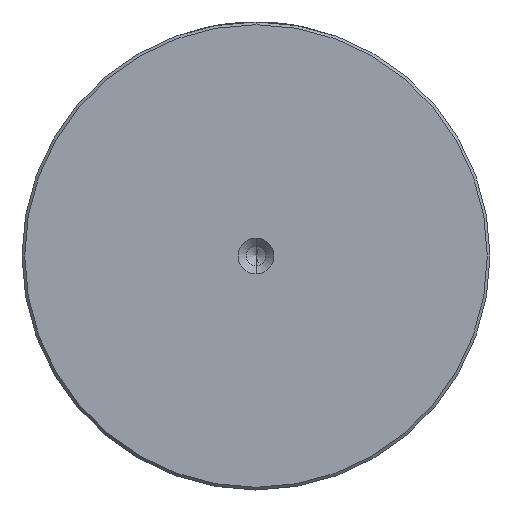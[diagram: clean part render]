
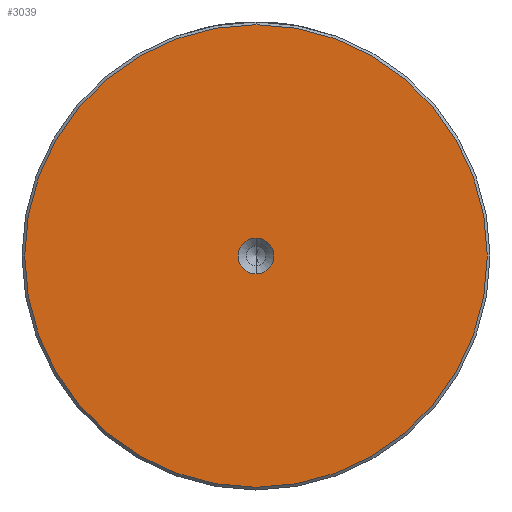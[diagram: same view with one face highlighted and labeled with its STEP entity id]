
A CAD part, left-side view. The second image highlights one B-rep face of the part: STEP entity #3039.
In plain terms, the highlighted planar face has unit normal (-1, 0, 0).
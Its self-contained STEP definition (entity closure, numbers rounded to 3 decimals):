
#17 = CARTESIAN_POINT ( 'NONE',  ( 0., 0., 3.3 ) ) ;
#185 = AXIS2_PLACEMENT_3D ( 'NONE', #1660, #3213, #1671 ) ;
#193 = ORIENTED_EDGE ( 'NONE', *, *, #1931, .F. ) ;
#201 = ORIENTED_EDGE ( 'NONE', *, *, #708, .F. ) ;
#273 = EDGE_CURVE ( 'NONE', #1935, #1562, #1002, .T. ) ;
#353 = CARTESIAN_POINT ( 'NONE',  ( 0., 0., 0. ) ) ;
#538 = ORIENTED_EDGE ( 'NONE', *, *, #1047, .T. ) ;
#557 = DIRECTION ( 'NONE',  ( -1., 0., 0. ) ) ;
#632 = CIRCLE ( 'NONE', #2385, 3.3 ) ;
#665 = CARTESIAN_POINT ( 'NONE',  ( 0., 0., 0. ) ) ;
#708 = EDGE_CURVE ( 'NONE', #2091, #1533, #2651, .T. ) ;
#798 = AXIS2_PLACEMENT_3D ( 'NONE', #2113, #557, #2378 ) ;
#916 = DIRECTION ( 'NONE',  ( 0., 0., 1. ) ) ;
#1002 = CIRCLE ( 'NONE', #185, 42.5 ) ;
#1047 = EDGE_CURVE ( 'NONE', #1562, #1935, #2448, .T. ) ;
#1134 = DIRECTION ( 'NONE',  ( -1., 0., 0. ) ) ;
#1185 = DIRECTION ( 'NONE',  ( -1., 0., 0. ) ) ;
#1443 = CARTESIAN_POINT ( 'NONE',  ( 0., 0., 42.5 ) ) ;
#1533 = VERTEX_POINT ( 'NONE', #2333 ) ;
#1562 = VERTEX_POINT ( 'NONE', #2883 ) ;
#1660 = CARTESIAN_POINT ( 'NONE',  ( 0., 0., 0. ) ) ;
#1671 = DIRECTION ( 'NONE',  ( 0., 0., 1. ) ) ;
#1880 = FACE_BOUND ( 'NONE', #2484, .T. ) ;
#1931 = EDGE_CURVE ( 'NONE', #1533, #2091, #632, .T. ) ;
#1935 = VERTEX_POINT ( 'NONE', #1443 ) ;
#2091 = VERTEX_POINT ( 'NONE', #17 ) ;
#2113 = CARTESIAN_POINT ( 'NONE',  ( 0., 0., 0. ) ) ;
#2195 = AXIS2_PLACEMENT_3D ( 'NONE', #353, #1134, #2977 ) ;
#2333 = CARTESIAN_POINT ( 'NONE',  ( 0., 0., -3.3 ) ) ;
#2378 = DIRECTION ( 'NONE',  ( 0., 0., 1. ) ) ;
#2385 = AXIS2_PLACEMENT_3D ( 'NONE', #2757, #1185, #3026 ) ;
#2439 = PLANE ( 'NONE',  #2195 ) ;
#2448 = CIRCLE ( 'NONE', #798, 42.5 ) ;
#2484 = EDGE_LOOP ( 'NONE', ( #201, #193 ) ) ;
#2493 = DIRECTION ( 'NONE',  ( -1., 0., 0. ) ) ;
#2508 = FACE_OUTER_BOUND ( 'NONE', #2632, .T. ) ;
#2632 = EDGE_LOOP ( 'NONE', ( #538, #3074 ) ) ;
#2651 = CIRCLE ( 'NONE', #2764, 3.3 ) ;
#2757 = CARTESIAN_POINT ( 'NONE',  ( 0., 0., 0. ) ) ;
#2764 = AXIS2_PLACEMENT_3D ( 'NONE', #665, #2493, #916 ) ;
#2883 = CARTESIAN_POINT ( 'NONE',  ( 0., 0., -42.5 ) ) ;
#2977 = DIRECTION ( 'NONE',  ( 0., 0., 1. ) ) ;
#3026 = DIRECTION ( 'NONE',  ( 0., 0., 1. ) ) ;
#3039 = ADVANCED_FACE ( 'NONE', ( #2508, #1880 ), #2439, .T. ) ;
#3074 = ORIENTED_EDGE ( 'NONE', *, *, #273, .T. ) ;
#3213 = DIRECTION ( 'NONE',  ( -1., 0., 0. ) ) ;
